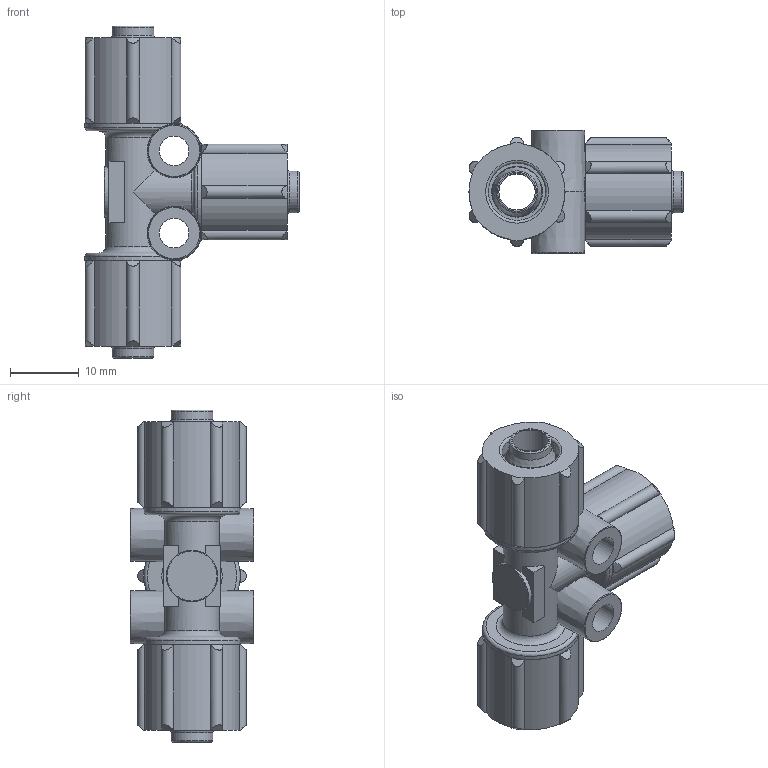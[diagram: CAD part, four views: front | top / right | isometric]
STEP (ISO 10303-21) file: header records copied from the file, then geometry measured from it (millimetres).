
FILE_DESCRIPTION(/* description */ ('STEP AP214'),/* implementation_level */ '2;1');
FILE_NAME(/* name */ '6275_FCK-3-PK-6-KU',/* time_stamp */ '2024-08-26T08:49:55+02:00',/* author */ ('License CC BY-ND 4.0'),/* organization */ ('CADENAS'),/* preprocessor_version */ 'ST-DEVELOPER v19.3',/* originating_system */ 'PARTsolutions',/* authorisation */ ' ');
FILE_SCHEMA (('AUTOMOTIVE_DESIGN {1 0 10303 214 3 1 1}'));
Length unit declared in the file: millimetre
Products named in the file (3): 6275 FCK-3-PK-6-KU; 6275 FCK-3-PK-6-KU_p; 211292 MCK-PK-6-KU
Assembly tree (4 placements, depth 2):
  6275 FCK-3-PK-6-KU
    6275 FCK-3-PK-6-KU_p
    211292 MCK-PK-6-KU  x3
Bounding box: 31.2 x 18 x 48.4 mm (x, y, z)
Volume: 6845.7 mm3; surface area: 8223.9 mm2
Topology: 4 solids, 4 shells, 209 faces, 538 edges, 346 vertices
Faces by surface type: cylinder 80, cone 52, plane 43, torus 34
Full cylindrical faces by diameter (mm): 4.3 x2, 5.3 x2, 6.1 x3, 6.8 x3, 7.25 x3, 7.5 x1, 8.35 x3, 9.853 x3, 10.917 x3, 12 x3, 14 x3
Entity records: 4320 total; most frequent: CARTESIAN_POINT 1074, DIRECTION 668, ORIENTED_EDGE 598, AXIS2_PLACEMENT_3D 305, EDGE_CURVE 299, VERTEX_POINT 221, EDGE_LOOP 214, FACE_BOUND 214
